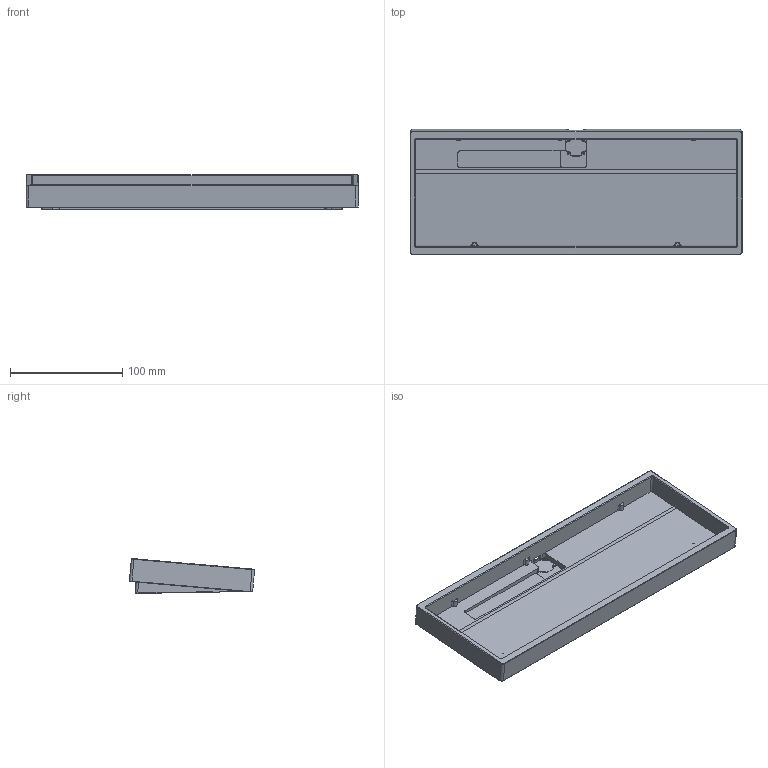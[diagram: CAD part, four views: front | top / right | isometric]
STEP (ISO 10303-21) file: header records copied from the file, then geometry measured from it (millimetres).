
FILE_DESCRIPTION(/* description */ (''),/* implementation_level */ '2;1');
FILE_NAME(/* name */ 'case of kb.step',/* time_stamp */ '2023-02-25T14:51:39+07:00',/* author */ (''),/* organization */ (''),/* preprocessor_version */ 'ST-DEVELOPER v19.2',/* originating_system */ 'Autodesk Translation Framework v11.17.0.187',/* authorisation */ '');
FILE_SCHEMA (('AUTOMOTIVE_DESIGN { 1 0 10303 214 3 1 1 }'));
Length unit declared in the file: millimetre
Products named in the file (1): case of kb
Bounding box: 295.7 x 111.49 x 31.1 mm (x, y, z)
Volume: 267494.9 mm3; surface area: 100732.2 mm2
Topology: 1 solids, 1 shells, 176 faces, 458 edges, 298 vertices
Faces by surface type: plane 89, cylinder 71, cone 10, bspline 4, torus 2
Full cylindrical faces by diameter (mm): 1.623 x8, 8.3 x4
Entity records: 5749 total; most frequent: CARTESIAN_POINT 1293, DIRECTION 940, ORIENTED_EDGE 916, EDGE_CURVE 458, AXIS2_PLACEMENT_3D 334, VERTEX_POINT 298, LINE 272, VECTOR 272
